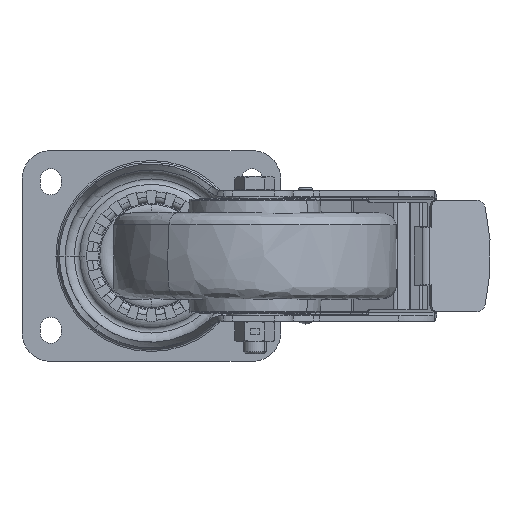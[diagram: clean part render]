
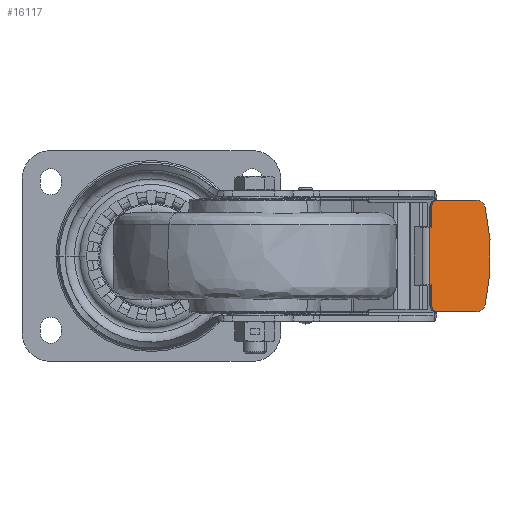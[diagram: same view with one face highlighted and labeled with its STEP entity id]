
A CAD part, front view. The second image highlights one B-rep face of the part: STEP entity #16117.
In plain terms, the highlighted planar face has unit normal (0.365, -0.931, 0).
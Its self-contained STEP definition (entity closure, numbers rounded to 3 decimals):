
#850 = CARTESIAN_POINT ( 'NONE',  ( 149.026, -41.576, 26. ) ) ;
#1480 = CARTESIAN_POINT ( 'NONE',  ( 159.332, -37.533, 29. ) ) ;
#2167 = VERTEX_POINT ( 'NONE', #15905 ) ;
#4628 = DIRECTION ( 'NONE',  ( -0.365, 0.931, 0. ) ) ;
#5632 = EDGE_CURVE ( 'NONE', #63495, #62364, #22487, .T. ) ;
#6323 = CARTESIAN_POINT ( 'NONE',  ( 149.026, -41.576, 29. ) ) ;
#7951 = ORIENTED_EDGE ( 'NONE', *, *, #37052, .T. ) ;
#8008 = AXIS2_PLACEMENT_3D ( 'NONE', #850, #29502, #36485 ) ;
#8069 = VERTEX_POINT ( 'NONE', #41931 ) ;
#8429 = DIRECTION ( 'NONE',  ( -0.365, 0.931, 0. ) ) ;
#8454 = VECTOR ( 'NONE', #37981, 1000. ) ;
#9302 = LINE ( 'NONE', #33224, #74908 ) ;
#9970 = CARTESIAN_POINT ( 'NONE',  ( 146.234, -42.671, 15. ) ) ;
#10349 = EDGE_CURVE ( 'NONE', #27561, #55998, #14300, .T. ) ;
#10535 = ORIENTED_EDGE ( 'NONE', *, *, #68672, .T. ) ;
#11154 = ORIENTED_EDGE ( 'NONE', *, *, #5632, .F. ) ;
#11537 = VECTOR ( 'NONE', #23870, 1000. ) ;
#12261 = ORIENTED_EDGE ( 'NONE', *, *, #27093, .F. ) ;
#12747 = CARTESIAN_POINT ( 'NONE',  ( 176.014, -30.988, -16.942 ) ) ;
#13625 = ORIENTED_EDGE ( 'NONE', *, *, #54183, .T. ) ;
#14300 = CIRCLE ( 'NONE', #63143, 3. ) ;
#14419 = DIRECTION ( 'NONE',  ( 0.931, 0.365, 0. ) ) ;
#14803 = CARTESIAN_POINT ( 'NONE',  ( 169.637, -33.49, 24. ) ) ;
#15203 = ORIENTED_EDGE ( 'NONE', *, *, #47640, .F. ) ;
#15905 = CARTESIAN_POINT ( 'NONE',  ( 174.161, -31.715, 25.175 ) ) ;
#16117 = ADVANCED_FACE ( 'NONE', ( #33165 ), #50018, .F. ) ;
#16579 = EDGE_CURVE ( 'NONE', #67479, #55998, #71603, .T. ) ;
#17559 = VERTEX_POINT ( 'NONE', #20086 ) ;
#18024 = AXIS2_PLACEMENT_3D ( 'NONE', #67138, #36169, #41642 ) ;
#18734 = AXIS2_PLACEMENT_3D ( 'NONE', #31592, #8429, #43723 ) ;
#19446 = CARTESIAN_POINT ( 'NONE',  ( 174.161, -31.715, -25.175 ) ) ;
#19751 = CARTESIAN_POINT ( 'NONE',  ( 146.234, -42.671, -15. ) ) ;
#20086 = CARTESIAN_POINT ( 'NONE',  ( 169.637, -33.49, 29. ) ) ;
#22487 = CIRCLE ( 'NONE', #18734, 3. ) ;
#22696 = CARTESIAN_POINT ( 'NONE',  ( 149.026, -41.576, -26. ) ) ;
#22752 = ORIENTED_EDGE ( 'NONE', *, *, #61408, .F. ) ;
#23246 = DIRECTION ( 'NONE',  ( -0.931, -0.365, 0. ) ) ;
#23804 = VECTOR ( 'NONE', #73015, 1000. ) ;
#23870 = DIRECTION ( 'NONE',  ( 0., 0., -1. ) ) ;
#26484 = CARTESIAN_POINT ( 'NONE',  ( 174.161, -31.715, 25.175 ) ) ;
#26654 = CARTESIAN_POINT ( 'NONE',  ( 145.24, -43.061, -15. ) ) ;
#27093 = EDGE_CURVE ( 'NONE', #17559, #2167, #33835, .T. ) ;
#27517 = CARTESIAN_POINT ( 'NONE',  ( 146.234, -42.671, -26. ) ) ;
#27561 = VERTEX_POINT ( 'NONE', #41305 ) ;
#28561 = DIRECTION ( 'NONE',  ( 0., 0., -1. ) ) ;
#28833 = AXIS2_PLACEMENT_3D ( 'NONE', #14803, #74379, #44581 ) ;
#29218 = VERTEX_POINT ( 'NONE', #26654 ) ;
#29495 = LINE ( 'NONE', #53393, #73577 ) ;
#29502 = DIRECTION ( 'NONE',  ( -0.365, 0.931, 0. ) ) ;
#30808 = CARTESIAN_POINT ( 'NONE',  ( 176.014, -30.988, 16.942 ) ) ;
#31592 = CARTESIAN_POINT ( 'NONE',  ( 149.026, -41.576, 26. ) ) ;
#31702 = EDGE_LOOP ( 'NONE', ( #15203, #70945, #62532, #10535, #51339, #71507, #12261, #34683, #22752, #11154, #41085, #7951, #13625 ) ) ;
#32389 = DIRECTION ( 'NONE',  ( 0., 0., 1. ) ) ;
#32901 = CARTESIAN_POINT ( 'NONE',  ( 149.026, -41.576, 29. ) ) ;
#33165 = FACE_OUTER_BOUND ( 'NONE', #31702, .T. ) ;
#33224 = CARTESIAN_POINT ( 'NONE',  ( 176.954, -30.62, -29. ) ) ;
#33835 = CIRCLE ( 'NONE', #28833, 5. ) ;
#34683 = ORIENTED_EDGE ( 'NONE', *, *, #62735, .F. ) ;
#36169 = DIRECTION ( 'NONE',  ( -0.365, 0.931, 0. ) ) ;
#36485 = DIRECTION ( 'NONE',  ( -0.931, -0.365, 0. ) ) ;
#37052 = EDGE_CURVE ( 'NONE', #66387, #60826, #29495, .T. ) ;
#37256 = LINE ( 'NONE', #60377, #40521 ) ;
#37981 = DIRECTION ( 'NONE',  ( -0.931, -0.365, 0. ) ) ;
#38860 = EDGE_CURVE ( 'NONE', #2167, #40016, #57803, .T. ) ;
#38875 = LINE ( 'NONE', #62406, #23804 ) ;
#40016 = VERTEX_POINT ( 'NONE', #46325 ) ;
#40521 = VECTOR ( 'NONE', #55280, 1000. ) ;
#40580 = EDGE_CURVE ( 'NONE', #40016, #8069, #71797, .T. ) ;
#41085 = ORIENTED_EDGE ( 'NONE', *, *, #58513, .F. ) ;
#41305 = CARTESIAN_POINT ( 'NONE',  ( 149.026, -41.576, -29. ) ) ;
#41642 = DIRECTION ( 'NONE',  ( 0.905, 0.355, -0.235 ) ) ;
#41918 = AXIS2_PLACEMENT_3D ( 'NONE', #61402, #50396, #32389 ) ;
#41931 = CARTESIAN_POINT ( 'NONE',  ( 169.637, -33.49, -29. ) ) ;
#43723 = DIRECTION ( 'NONE',  ( -0.931, -0.365, 0. ) ) ;
#44581 = DIRECTION ( 'NONE',  ( 0., 0., 1. ) ) ;
#46325 = CARTESIAN_POINT ( 'NONE',  ( 174.161, -31.715, -25.175 ) ) ;
#47640 = EDGE_CURVE ( 'NONE', #67479, #29218, #72863, .T. ) ;
#48786 = CARTESIAN_POINT ( 'NONE',  ( 176.954, -30.62, -8.471 ) ) ;
#50018 = PLANE ( 'NONE',  #41918 ) ;
#50396 = DIRECTION ( 'NONE',  ( -0.365, 0.931, 0. ) ) ;
#51339 = ORIENTED_EDGE ( 'NONE', *, *, #40580, .F. ) ;
#51814 = CIRCLE ( 'NONE', #8008, 3. ) ;
#53393 = CARTESIAN_POINT ( 'NONE',  ( 146.234, -42.671, 15. ) ) ;
#54183 = EDGE_CURVE ( 'NONE', #60826, #29218, #37256, .T. ) ;
#55280 = DIRECTION ( 'NONE',  ( 0., 0., -1. ) ) ;
#55641 = CARTESIAN_POINT ( 'NONE',  ( 146.234, -42.671, -15. ) ) ;
#55998 = VERTEX_POINT ( 'NONE', #27517 ) ;
#57134 = DIRECTION ( 'NONE',  ( 0.931, 0.365, 0. ) ) ;
#57803 = B_SPLINE_CURVE_WITH_KNOTS ( 'NONE', 3,
 ( #26484, #30808, #61344, #48786, #12747, #19446 ),
 .UNSPECIFIED., .F., .F.,
 ( 4, 2, 4 ),
 ( 0., 0.5, 1. ),
 .UNSPECIFIED. ) ;
#58513 = EDGE_CURVE ( 'NONE', #66387, #63495, #38875, .T. ) ;
#60377 = CARTESIAN_POINT ( 'NONE',  ( 145.24, -43.061, 15. ) ) ;
#60826 = VERTEX_POINT ( 'NONE', #63038 ) ;
#61344 = CARTESIAN_POINT ( 'NONE',  ( 176.954, -30.62, 8.471 ) ) ;
#61402 = CARTESIAN_POINT ( 'NONE',  ( 176.954, -30.62, 29. ) ) ;
#61408 = EDGE_CURVE ( 'NONE', #62364, #69293, #51814, .T. ) ;
#61550 = VECTOR ( 'NONE', #14419, 1000. ) ;
#62364 = VERTEX_POINT ( 'NONE', #6323 ) ;
#62406 = CARTESIAN_POINT ( 'NONE',  ( 146.234, -42.671, 15. ) ) ;
#62532 = ORIENTED_EDGE ( 'NONE', *, *, #10349, .F. ) ;
#62735 = EDGE_CURVE ( 'NONE', #69293, #17559, #68133, .T. ) ;
#63038 = CARTESIAN_POINT ( 'NONE',  ( 145.24, -43.061, 15. ) ) ;
#63143 = AXIS2_PLACEMENT_3D ( 'NONE', #22696, #4628, #28561 ) ;
#63495 = VERTEX_POINT ( 'NONE', #72783 ) ;
#66387 = VERTEX_POINT ( 'NONE', #9970 ) ;
#67138 = CARTESIAN_POINT ( 'NONE',  ( 169.637, -33.49, -24. ) ) ;
#67479 = VERTEX_POINT ( 'NONE', #19751 ) ;
#68133 = LINE ( 'NONE', #1480, #61550 ) ;
#68672 = EDGE_CURVE ( 'NONE', #27561, #8069, #9302, .T. ) ;
#69293 = VERTEX_POINT ( 'NONE', #32901 ) ;
#69419 = CARTESIAN_POINT ( 'NONE',  ( 146.234, -42.671, -15. ) ) ;
#70945 = ORIENTED_EDGE ( 'NONE', *, *, #16579, .T. ) ;
#71507 = ORIENTED_EDGE ( 'NONE', *, *, #38860, .F. ) ;
#71603 = LINE ( 'NONE', #69419, #11537 ) ;
#71797 = CIRCLE ( 'NONE', #18024, 5. ) ;
#72783 = CARTESIAN_POINT ( 'NONE',  ( 146.234, -42.671, 26. ) ) ;
#72863 = LINE ( 'NONE', #55641, #8454 ) ;
#73015 = DIRECTION ( 'NONE',  ( 0., 0., 1. ) ) ;
#73577 = VECTOR ( 'NONE', #23246, 1000. ) ;
#74379 = DIRECTION ( 'NONE',  ( -0.365, 0.931, 0. ) ) ;
#74908 = VECTOR ( 'NONE', #57134, 1000. ) ;
